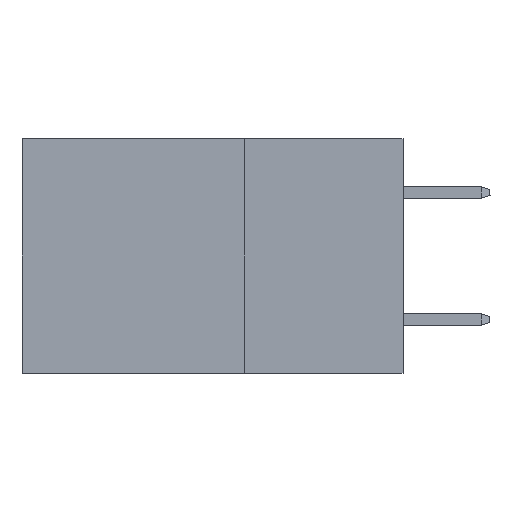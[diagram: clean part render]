
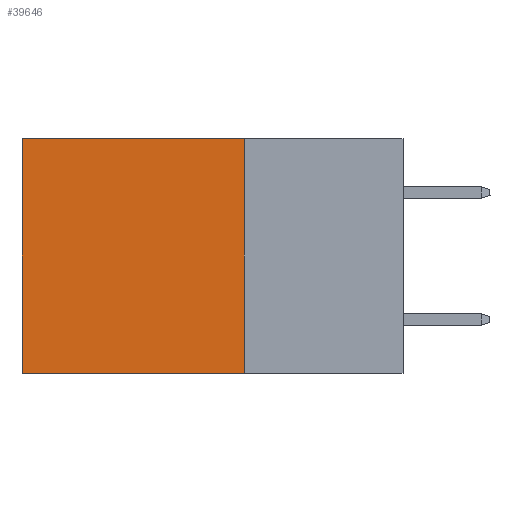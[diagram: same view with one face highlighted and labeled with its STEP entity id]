
A CAD part, left-side view. The second image highlights one B-rep face of the part: STEP entity #39646.
In plain terms, the highlighted planar face has unit normal (-1, 0, 0).
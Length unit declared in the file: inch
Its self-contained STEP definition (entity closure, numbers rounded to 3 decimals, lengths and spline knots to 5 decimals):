
#354 = EDGE_CURVE ( 'NONE', #21281, #14503, #25403, .T. ) ;
#929 = EDGE_CURVE ( 'NONE', #17590, #19240, #29011, .T. ) ;
#1125 = DIRECTION ( 'NONE',  ( 0., 0., -1. ) ) ;
#1183 = CARTESIAN_POINT ( 'NONE',  ( 0.2875, 0.25, -0.37 ) ) ;
#1352 = ORIENTED_EDGE ( 'NONE', *, *, #354, .T. ) ;
#2304 = ORIENTED_EDGE ( 'NONE', *, *, #4350, .F. ) ;
#2720 = EDGE_LOOP ( 'NONE', ( #31613, #21115, #2304, #1352 ) ) ;
#3399 = FACE_OUTER_BOUND ( 'NONE', #2720, .T. ) ;
#4350 = EDGE_CURVE ( 'NONE', #21281, #17590, #13909, .T. ) ;
#5759 = VECTOR ( 'NONE', #35105, 39.37008 ) ;
#7087 = CARTESIAN_POINT ( 'NONE',  ( 0.2875, 0.6, 0. ) ) ;
#8146 = VECTOR ( 'NONE', #1125, 39.37008 ) ;
#12735 = DIRECTION ( 'NONE',  ( 1., 0., 0. ) ) ;
#13909 = LINE ( 'NONE', #26318, #8146 ) ;
#13946 = EDGE_CURVE ( 'NONE', #14503, #19240, #22757, .T. ) ;
#14160 = CARTESIAN_POINT ( 'NONE',  ( 0.2875, 0.6, 0. ) ) ;
#14503 = VERTEX_POINT ( 'NONE', #14160 ) ;
#15799 = DIRECTION ( 'NONE',  ( 0., 0., -1. ) ) ;
#17590 = VERTEX_POINT ( 'NONE', #31801 ) ;
#18450 = CARTESIAN_POINT ( 'NONE',  ( 0.2875, 0.25, 0. ) ) ;
#19240 = VERTEX_POINT ( 'NONE', #27731 ) ;
#20346 = VECTOR ( 'NONE', #29631, 39.37008 ) ;
#21115 = ORIENTED_EDGE ( 'NONE', *, *, #929, .F. ) ;
#21281 = VERTEX_POINT ( 'NONE', #21680 ) ;
#21680 = CARTESIAN_POINT ( 'NONE',  ( 0.2875, 0.25, 0. ) ) ;
#21964 = DIRECTION ( 'NONE',  ( 0., 1., 0. ) ) ;
#22757 = LINE ( 'NONE', #7087, #5759 ) ;
#24743 = PLANE ( 'NONE',  #28671 ) ;
#25403 = LINE ( 'NONE', #36627, #26129 ) ;
#26129 = VECTOR ( 'NONE', #21964, 39.37008 ) ;
#26318 = CARTESIAN_POINT ( 'NONE',  ( 0.2875, 0.25, 0. ) ) ;
#27731 = CARTESIAN_POINT ( 'NONE',  ( 0.2875, 0.6, -0.37 ) ) ;
#28671 = AXIS2_PLACEMENT_3D ( 'NONE', #18450, #12735, #15799 ) ;
#29011 = LINE ( 'NONE', #1183, #20346 ) ;
#29631 = DIRECTION ( 'NONE',  ( 0., 1., 0. ) ) ;
#31613 = ORIENTED_EDGE ( 'NONE', *, *, #13946, .T. ) ;
#31801 = CARTESIAN_POINT ( 'NONE',  ( 0.2875, 0.25, -0.37 ) ) ;
#35105 = DIRECTION ( 'NONE',  ( 0., 0., -1. ) ) ;
#36627 = CARTESIAN_POINT ( 'NONE',  ( 0.2875, 0.25, 0. ) ) ;
#39646 = ADVANCED_FACE ( 'NONE', ( #3399 ), #24743, .F. ) ;
